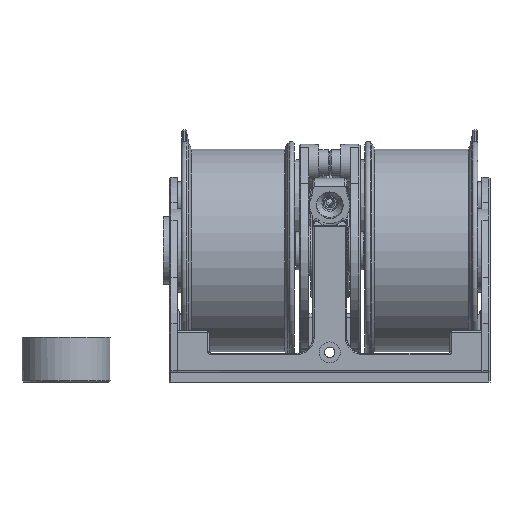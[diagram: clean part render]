
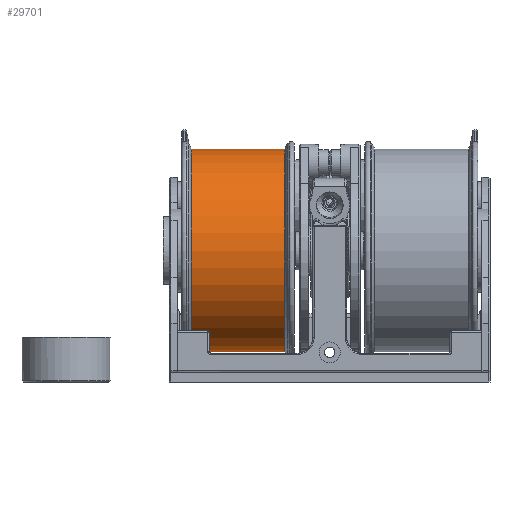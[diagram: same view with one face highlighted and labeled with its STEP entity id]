
A CAD part, front view. The second image highlights one B-rep face of the part: STEP entity #29701.
In plain terms, the highlighted cylindrical face has radius 31.625 mm (diameter 63.25 mm), a full revolution.
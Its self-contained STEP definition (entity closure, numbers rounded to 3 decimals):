
#2006=LINE('',#43311,#4487);
#4487=VECTOR('',#35114,31.625);
#6780=CYLINDRICAL_SURFACE('',#31836,31.625);
#7376=FACE_OUTER_BOUND('',#9209,.T.);
#9209=EDGE_LOOP('',(#20297,#20298,#20299,#20300));
#11129=CIRCLE('',#31834,31.625);
#11131=CIRCLE('',#31837,31.625);
#12459=VERTEX_POINT('',#43305);
#12460=VERTEX_POINT('',#43309);
#15417=EDGE_CURVE('',#12459,#12459,#11129,.T.);
#15419=EDGE_CURVE('',#12460,#12460,#11131,.T.);
#15420=EDGE_CURVE('',#12460,#12459,#2006,.T.);
#20297=ORIENTED_EDGE('',*,*,#15419,.T.);
#20298=ORIENTED_EDGE('',*,*,#15420,.T.);
#20299=ORIENTED_EDGE('',*,*,#15417,.F.);
#20300=ORIENTED_EDGE('',*,*,#15420,.F.);
#29701=ADVANCED_FACE('',(#7376),#6780,.T.);
#31834=AXIS2_PLACEMENT_3D('',#43306,#35106,#35107);
#31836=AXIS2_PLACEMENT_3D('',#43308,#35110,#35111);
#31837=AXIS2_PLACEMENT_3D('',#43310,#35112,#35113);
#35106=DIRECTION('center_axis',(1.,0.,0.));
#35107=DIRECTION('ref_axis',(0.,0.,-1.));
#35110=DIRECTION('center_axis',(1.,0.,0.));
#35111=DIRECTION('ref_axis',(0.,0.,-1.));
#35112=DIRECTION('center_axis',(1.,0.,0.));
#35113=DIRECTION('ref_axis',(0.,0.,-1.));
#35114=DIRECTION('',(1.,0.,0.));
#43305=CARTESIAN_POINT('',(43.273,0.,31.625));
#43306=CARTESIAN_POINT('Origin',(43.273,0.,0.));
#43308=CARTESIAN_POINT('Origin',(28.625,0.,0.));
#43309=CARTESIAN_POINT('',(13.977,0.,31.625));
#43310=CARTESIAN_POINT('Origin',(13.977,0.,0.));
#43311=CARTESIAN_POINT('',(28.625,0.,31.625));
